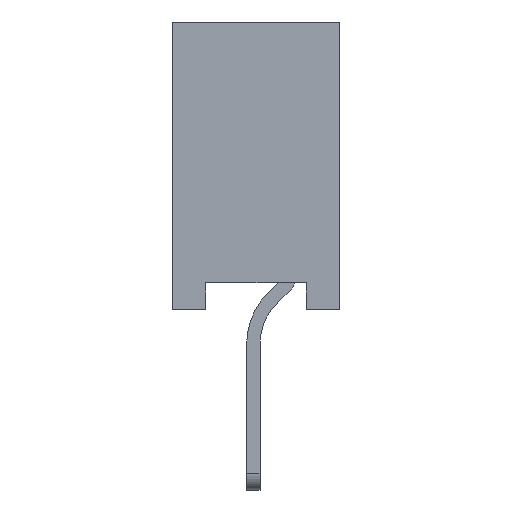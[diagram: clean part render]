
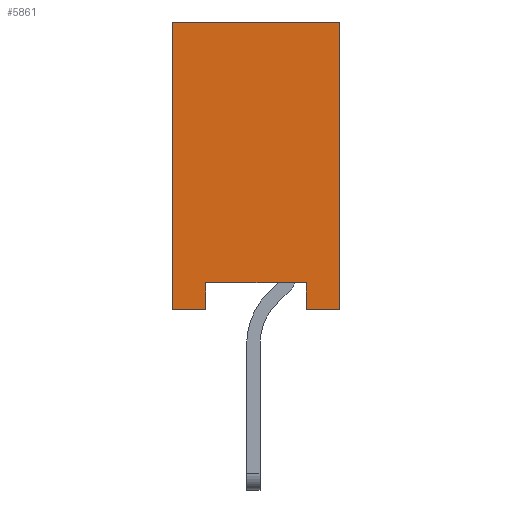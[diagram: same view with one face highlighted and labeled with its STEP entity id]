
A CAD part, left-side view. The second image highlights one B-rep face of the part: STEP entity #5861.
In plain terms, the highlighted planar face has unit normal (-1, 0, 0).
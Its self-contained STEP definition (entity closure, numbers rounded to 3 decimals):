
#209=ORIENTED_EDGE('',*,*,#1909,.F.);
#210=ORIENTED_EDGE('',*,*,#1910,.F.);
#211=ORIENTED_EDGE('',*,*,#1911,.F.);
#212=ORIENTED_EDGE('',*,*,#1908,.F.);
#213=ORIENTED_EDGE('',*,*,#1912,.F.);
#214=ORIENTED_EDGE('',*,*,#1913,.T.);
#215=ORIENTED_EDGE('',*,*,#1914,.T.);
#216=ORIENTED_EDGE('',*,*,#1915,.F.);
#1908=EDGE_CURVE('',#2758,#2756,#3294,.T.);
#1909=EDGE_CURVE('',#2759,#2760,#3295,.T.);
#1910=EDGE_CURVE('',#2761,#2759,#3296,.T.);
#1911=EDGE_CURVE('',#2756,#2761,#3297,.T.);
#1912=EDGE_CURVE('',#2762,#2758,#3298,.T.);
#1913=EDGE_CURVE('',#2762,#2763,#3299,.T.);
#1914=EDGE_CURVE('',#2763,#2764,#3300,.T.);
#1915=EDGE_CURVE('',#2760,#2764,#3301,.T.);
#2756=VERTEX_POINT('',#8174);
#2758=VERTEX_POINT('',#8178);
#2759=VERTEX_POINT('',#8182);
#2760=VERTEX_POINT('',#8183);
#2761=VERTEX_POINT('',#8185);
#2762=VERTEX_POINT('',#8188);
#2763=VERTEX_POINT('',#8190);
#2764=VERTEX_POINT('',#8192);
#3294=LINE('',#8179,#4078);
#3295=LINE('',#8181,#4079);
#3296=LINE('',#8184,#4080);
#3297=LINE('',#8186,#4081);
#3298=LINE('',#8187,#4082);
#3299=LINE('',#8189,#4083);
#3300=LINE('',#8191,#4084);
#3301=LINE('',#8193,#4085);
#4078=VECTOR('',#6605,1000.);
#4079=VECTOR('',#6608,1000.);
#4080=VECTOR('',#6609,1000.);
#4081=VECTOR('',#6610,1000.);
#4082=VECTOR('',#6611,1000.);
#4083=VECTOR('',#6612,1000.);
#4084=VECTOR('',#6613,1000.);
#4085=VECTOR('',#6614,1000.);
#4860=EDGE_LOOP('',(#209,#210,#211,#212,#213,#214,#215,#216));
#5218=FACE_BOUND('',#4860,.T.);
#5576=PLANE('',#6206);
#5861=ADVANCED_FACE('',(#5218),#5576,.F.);
#6206=AXIS2_PLACEMENT_3D('',#8180,#6606,#6607);
#6605=DIRECTION('',(0.,1.,0.));
#6606=DIRECTION('',(1.,0.,0.));
#6607=DIRECTION('',(0.,0.,-1.));
#6608=DIRECTION('',(0.,0.,-1.));
#6609=DIRECTION('',(0.,1.,0.));
#6610=DIRECTION('',(0.,0.,1.));
#6611=DIRECTION('',(0.,0.,-1.));
#6612=DIRECTION('',(0.,1.,0.));
#6613=DIRECTION('',(0.,0.,-1.));
#6614=DIRECTION('',(0.,1.,0.));
#8174=CARTESIAN_POINT('',(-20.25,-0.75,-2.15));
#8178=CARTESIAN_POINT('',(-20.25,-1.25,-2.15));
#8179=CARTESIAN_POINT('',(-20.25,-1.25,-2.15));
#8180=CARTESIAN_POINT('',(-20.25,-1.25,2.15));
#8181=CARTESIAN_POINT('',(-20.25,0.75,-1.75));
#8182=CARTESIAN_POINT('',(-20.25,0.75,-1.75));
#8183=CARTESIAN_POINT('',(-20.25,0.75,-2.15));
#8184=CARTESIAN_POINT('',(-20.25,-0.75,-1.75));
#8185=CARTESIAN_POINT('',(-20.25,-0.75,-1.75));
#8186=CARTESIAN_POINT('',(-20.25,-0.75,-2.15));
#8187=CARTESIAN_POINT('',(-20.25,-1.25,2.15));
#8188=CARTESIAN_POINT('',(-20.25,-1.25,2.15));
#8189=CARTESIAN_POINT('',(-20.25,-1.25,2.15));
#8190=CARTESIAN_POINT('',(-20.25,1.25,2.15));
#8191=CARTESIAN_POINT('',(-20.25,1.25,2.15));
#8192=CARTESIAN_POINT('',(-20.25,1.25,-2.15));
#8193=CARTESIAN_POINT('',(-20.25,-1.25,-2.15));
